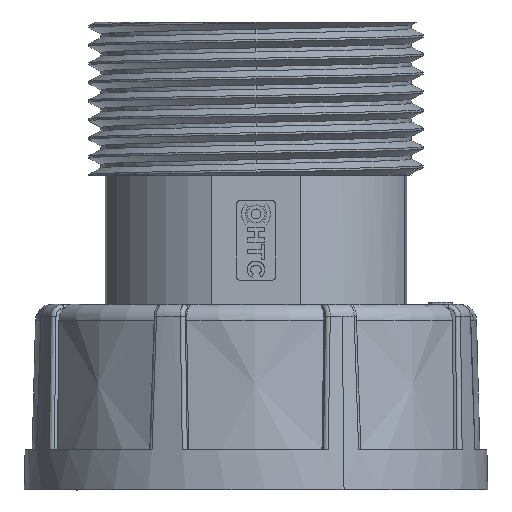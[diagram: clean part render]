
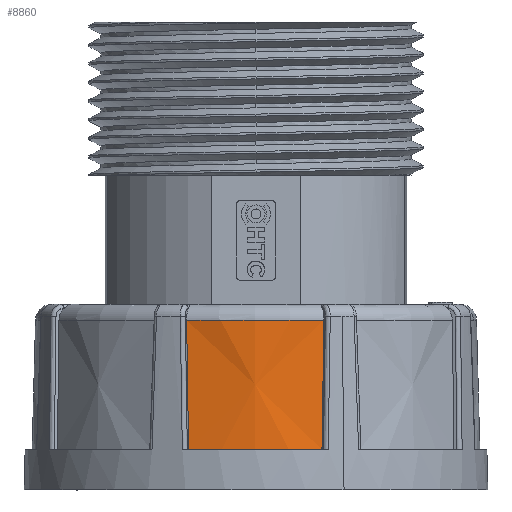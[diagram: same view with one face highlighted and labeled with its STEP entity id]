
A CAD part, left-side view. The second image highlights one B-rep face of the part: STEP entity #8860.
In plain terms, the highlighted conical face has half-angle 1.5 degrees and reference radius 27.75 mm.
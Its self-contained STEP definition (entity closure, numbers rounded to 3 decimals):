
#1559 = DIRECTION ( 'NONE',  ( 0., 0., -1. ) ) ;
#1766 = CARTESIAN_POINT ( 'NONE',  ( 48.507, -120.341, 21.052 ) ) ;
#2397 = DIRECTION ( 'NONE',  ( 0., 0., -1. ) ) ;
#3020 = VERTEX_POINT ( 'NONE', #22147 ) ;
#3398 = DIRECTION ( 'NONE',  ( 0., 0., 1. ) ) ;
#3515 = VERTEX_POINT ( 'NONE', #21415 ) ;
#4203 = CARTESIAN_POINT ( 'NONE',  ( 74.479, -128.848, 5. ) ) ;
#8521 = DIRECTION ( 'NONE',  ( 0.924, 0.383, 0. ) ) ;
#8860 = ADVANCED_FACE ( 'NONE', ( #29421 ), #14159, .T. ) ;
#9281 = CARTESIAN_POINT ( 'NONE',  ( 48.507, -137.355, 21.052 ) ) ;
#9330 = DIRECTION ( 'NONE',  ( 1., 0., 0. ) ) ;
#9410 = AXIS2_PLACEMENT_3D ( 'NONE', #31420, #3398, #8521 ) ;
#10592 = AXIS2_PLACEMENT_3D ( 'NONE', #25005, #2397, #9330 ) ;
#11352 = CARTESIAN_POINT ( 'NONE',  ( 47.989, -137.115, 5. ) ) ;
#14159 = CONICAL_SURFACE ( 'NONE', #21528, 27.75, 0.026 ) ;
#14274 = DIRECTION ( 'NONE',  ( 0.924, 0.383, 0. ) ) ;
#15164 = CARTESIAN_POINT ( 'NONE',  ( 48.507, -120.341, 21.052 ) ) ;
#15658 = CARTESIAN_POINT ( 'NONE',  ( 47.989, -120.581, 5. ) ) ;
#18294 = CARTESIAN_POINT ( 'NONE',  ( 48.16, -137.195, 10.351 ) ) ;
#18812 = EDGE_CURVE ( 'NONE', #24430, #32290, #23755, .T. ) ;
#21151 = EDGE_CURVE ( 'NONE', #3515, #32290, #23626, .T. ) ;
#21415 = CARTESIAN_POINT ( 'NONE',  ( 47.989, -120.581, 5. ) ) ;
#21528 = AXIS2_PLACEMENT_3D ( 'NONE', #4203, #1559, #14274 ) ;
#21641 = EDGE_CURVE ( 'NONE', #3515, #3020, #32042, .T. ) ;
#22147 = CARTESIAN_POINT ( 'NONE',  ( 47.989, -137.115, 5. ) ) ;
#22223 = EDGE_LOOP ( 'NONE', ( #30765, #32382, #23173, #26533 ) ) ;
#23173 = ORIENTED_EDGE ( 'NONE', *, *, #21151, .F. ) ;
#23626 = B_SPLINE_CURVE_WITH_KNOTS ( 'NONE', 3,
 ( #15658, #26837, #31777, #1766 ),
 .UNSPECIFIED., .F., .F.,
 ( 4, 4 ),
 ( 0., 1. ),
 .UNSPECIFIED. ) ;
#23755 = CIRCLE ( 'NONE', #10592, 27.33 ) ;
#24430 = VERTEX_POINT ( 'NONE', #9281 ) ;
#25005 = CARTESIAN_POINT ( 'NONE',  ( 74.479, -128.848, 21.052 ) ) ;
#26533 = ORIENTED_EDGE ( 'NONE', *, *, #21641, .T. ) ;
#26837 = CARTESIAN_POINT ( 'NONE',  ( 48.16, -120.501, 10.351 ) ) ;
#28043 = B_SPLINE_CURVE_WITH_KNOTS ( 'NONE', 3,
 ( #11352, #18294, #30976, #28341 ),
 .UNSPECIFIED., .F., .F.,
 ( 4, 4 ),
 ( 0., 1. ),
 .UNSPECIFIED. ) ;
#28341 = CARTESIAN_POINT ( 'NONE',  ( 48.507, -137.355, 21.052 ) ) ;
#29421 = FACE_OUTER_BOUND ( 'NONE', #22223, .T. ) ;
#30765 = ORIENTED_EDGE ( 'NONE', *, *, #32352, .T. ) ;
#30976 = CARTESIAN_POINT ( 'NONE',  ( 48.333, -137.275, 15.702 ) ) ;
#31420 = CARTESIAN_POINT ( 'NONE',  ( 74.479, -128.848, 5. ) ) ;
#31777 = CARTESIAN_POINT ( 'NONE',  ( 48.333, -120.421, 15.702 ) ) ;
#32042 = CIRCLE ( 'NONE', #9410, 27.75 ) ;
#32290 = VERTEX_POINT ( 'NONE', #15164 ) ;
#32352 = EDGE_CURVE ( 'NONE', #3020, #24430, #28043, .T. ) ;
#32382 = ORIENTED_EDGE ( 'NONE', *, *, #18812, .T. ) ;
